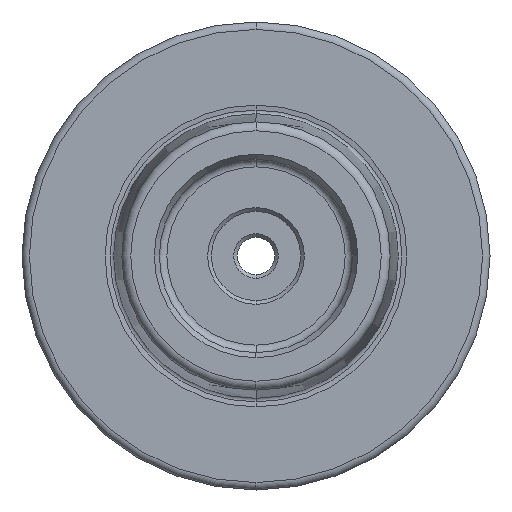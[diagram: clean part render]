
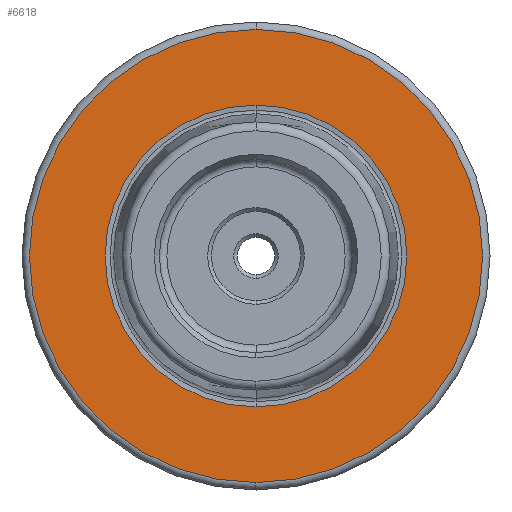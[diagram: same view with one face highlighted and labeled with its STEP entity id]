
A CAD part, left-side view. The second image highlights one B-rep face of the part: STEP entity #6618.
In plain terms, the highlighted planar face has unit normal (-1, 0, 0).
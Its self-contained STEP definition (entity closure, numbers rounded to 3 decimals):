
#4840 = AXIS2_PLACEMENT_3D ( 'NONE', #12157, #12140, #12159 ) ;
#4925 = AXIS2_PLACEMENT_3D ( 'NONE', #14935, #14959, #14985 ) ;
#6618 = ADVANCED_FACE ( 'NONE', ( #20720, #20699 ), #7777, .T. ) ;
#7757 = CARTESIAN_POINT ( 'NONE',  ( 0., 20.308, 0. ) ) ;
#7760 = DIRECTION ( 'NONE',  ( 0., 0., 1. ) ) ;
#7776 = DIRECTION ( 'NONE',  ( -1., 0., 0. ) ) ;
#7777 = PLANE ( 'NONE',  #13903 ) ;
#9465 = CIRCLE ( 'NONE', #16422, 30.5 ) ;
#10041 = CIRCLE ( 'NONE', #4840, 20.308 ) ;
#10209 = CIRCLE ( 'NONE', #4925, 30.5 ) ;
#12140 = DIRECTION ( 'NONE',  ( 1., 0., 0. ) ) ;
#12157 = CARTESIAN_POINT ( 'NONE',  ( 0., 0., 0. ) ) ;
#12159 = DIRECTION ( 'NONE',  ( 0., 0., -1. ) ) ;
#13758 = EDGE_CURVE ( 'NONE', #21606, #21694, #10041, .T. ) ;
#13903 = AXIS2_PLACEMENT_3D ( 'NONE', #7757, #7776, #7760 ) ;
#14054 = EDGE_CURVE ( 'NONE', #21480, #21496, #10209, .T. ) ;
#14314 = CARTESIAN_POINT ( 'NONE',  ( 0., 0., -30.5 ) ) ;
#14358 = CARTESIAN_POINT ( 'NONE',  ( 0., 0., 30.5 ) ) ;
#14365 = CARTESIAN_POINT ( 'NONE',  ( 0., 0., -20.308 ) ) ;
#14445 = CARTESIAN_POINT ( 'NONE',  ( 0., 0., 20.308 ) ) ;
#14935 = CARTESIAN_POINT ( 'NONE',  ( 0., 0., 0. ) ) ;
#14959 = DIRECTION ( 'NONE',  ( -1., 0., 0. ) ) ;
#14985 = DIRECTION ( 'NONE',  ( 0., 0., 1. ) ) ;
#16422 = AXIS2_PLACEMENT_3D ( 'NONE', #16584, #16592, #16588 ) ;
#16443 = AXIS2_PLACEMENT_3D ( 'NONE', #17199, #17118, #17171 ) ;
#16584 = CARTESIAN_POINT ( 'NONE',  ( 0., 0., 0. ) ) ;
#16588 = DIRECTION ( 'NONE',  ( 0., 0., 1. ) ) ;
#16592 = DIRECTION ( 'NONE',  ( -1., 0., 0. ) ) ;
#17118 = DIRECTION ( 'NONE',  ( 1., 0., 0. ) ) ;
#17171 = DIRECTION ( 'NONE',  ( 0., 0., -1. ) ) ;
#17199 = CARTESIAN_POINT ( 'NONE',  ( 0., 0., 0. ) ) ;
#18596 = CIRCLE ( 'NONE', #16443, 20.308 ) ;
#19764 = ORIENTED_EDGE ( 'NONE', *, *, #14054, .T. ) ;
#19772 = ORIENTED_EDGE ( 'NONE', *, *, #22175, .T. ) ;
#19779 = ORIENTED_EDGE ( 'NONE', *, *, #22243, .T. ) ;
#19792 = ORIENTED_EDGE ( 'NONE', *, *, #13758, .T. ) ;
#20699 = FACE_BOUND ( 'NONE', #23723, .T. ) ;
#20720 = FACE_OUTER_BOUND ( 'NONE', #23699, .T. ) ;
#21480 = VERTEX_POINT ( 'NONE', #14314 ) ;
#21496 = VERTEX_POINT ( 'NONE', #14358 ) ;
#21606 = VERTEX_POINT ( 'NONE', #14365 ) ;
#21694 = VERTEX_POINT ( 'NONE', #14445 ) ;
#22175 = EDGE_CURVE ( 'NONE', #21496, #21480, #9465, .T. ) ;
#22243 = EDGE_CURVE ( 'NONE', #21694, #21606, #18596, .T. ) ;
#23699 = EDGE_LOOP ( 'NONE', ( #19772, #19764 ) ) ;
#23723 = EDGE_LOOP ( 'NONE', ( #19779, #19792 ) ) ;
